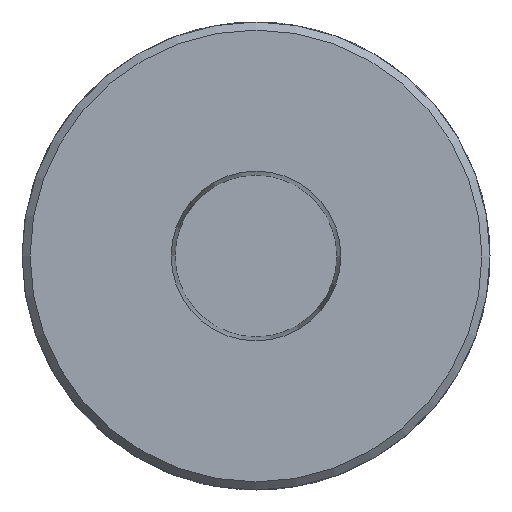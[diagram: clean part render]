
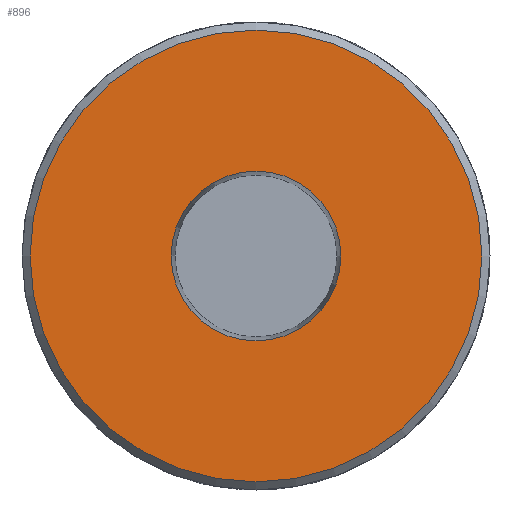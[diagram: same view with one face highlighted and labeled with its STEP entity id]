
A CAD part, left-side view. The second image highlights one B-rep face of the part: STEP entity #896.
In plain terms, the highlighted planar face has unit normal (-1, 0, 0).
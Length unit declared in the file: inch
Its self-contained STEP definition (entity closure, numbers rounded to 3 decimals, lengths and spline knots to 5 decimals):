
#862=CARTESIAN_POINT('',(0.0,0.6575,0.0));
#863=VERTEX_POINT('',#862);
#864=CARTESIAN_POINT('',(0.0,0.0,0.0));
#865=DIRECTION('',(1.0,0.0,0.0));
#866=DIRECTION('',(0.0,1.0,0.0));
#867=AXIS2_PLACEMENT_3D('',#864,#865,#866);
#868=CIRCLE('',#867,0.6575);
#869=EDGE_CURVE('',#863,#863,#868,.T.);
#877=CARTESIAN_POINT('',(0.0,1.20375,0.0));
#878=DIRECTION('',(-1.0,0.0,0.0));
#879=DIRECTION('',(0.0,0.0,1.0));
#880=AXIS2_PLACEMENT_3D('',#877,#878,#879);
#881=PLANE('',#880);
#882=CARTESIAN_POINT('',(0.0,1.75,0.0));
#883=VERTEX_POINT('',#882);
#884=CARTESIAN_POINT('',(0.0,0.0,0.0));
#885=DIRECTION('',(1.0,0.0,0.0));
#886=DIRECTION('',(0.0,1.0,0.0));
#887=AXIS2_PLACEMENT_3D('',#884,#885,#886);
#888=CIRCLE('',#887,1.75);
#889=EDGE_CURVE('',#883,#883,#888,.T.);
#890=ORIENTED_EDGE('',*,*,#889,.F.);
#891=EDGE_LOOP('',(#890));
#892=FACE_OUTER_BOUND('',#891,.T.);
#893=ORIENTED_EDGE('',*,*,#869,.T.);
#894=EDGE_LOOP('',(#893));
#895=FACE_BOUND('',#894,.T.);
#896=ADVANCED_FACE('',(#892,#895),#881,.T.);
